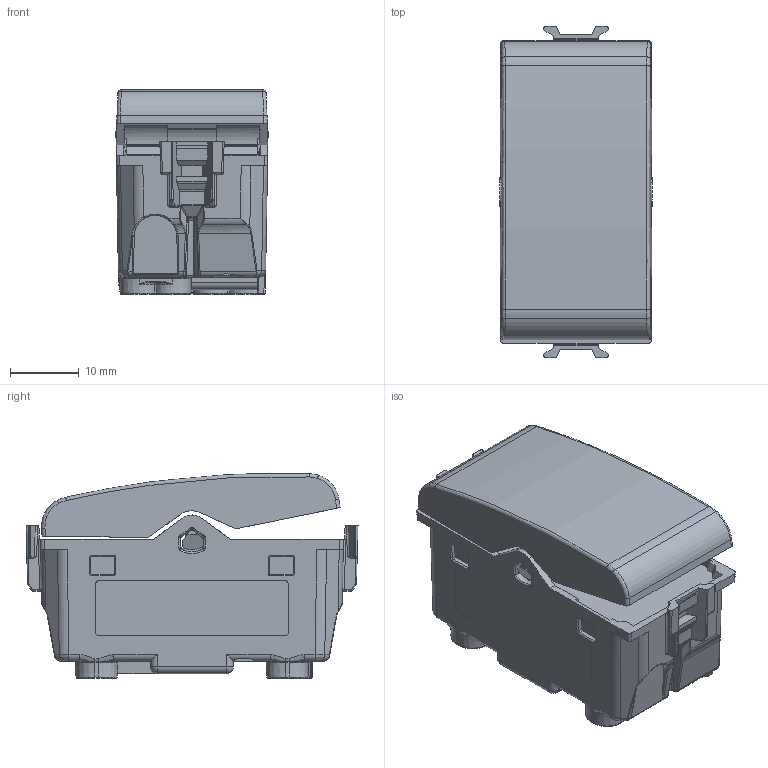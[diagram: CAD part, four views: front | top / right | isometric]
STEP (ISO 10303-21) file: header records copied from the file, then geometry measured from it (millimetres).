
FILE_DESCRIPTION(('CATIA V5 STEP Exchange','CAx-IF Rec.Pracs.--- Model Styling and Organization---1.4--- 2014-01-23'),'2;1');
FILE_NAME('GW10001.stp','2024-02-06T10:19:28+00:00',('none'),('none'),'CATIA Version 5-6 Release 2019 SP6','CATIA V5 STEP AP214 v1','none');
FILE_SCHEMA(('AUTOMOTIVE_DESIGN { 1 0 10303 214 1 1 1 1 }'));
Length unit declared in the file: millimetre
Products named in the file (1): GW10001
Bounding box: 22.12 x 48.25 x 29.78 mm (x, y, z)
Volume: 16870.6 mm3; surface area: 9653.3 mm2
Topology: 2 solids, 6 shells, 1123 faces, 2905 edges, 1728 vertices
Faces by surface type: plane 405, cylinder 361, bspline 205, torus 70, sphere 49, cone 33
Entity records: 43826 total; most frequent: CARTESIAN_POINT 19095, ORIENTED_EDGE 5692, DIRECTION 3420, EDGE_CURVE 2846, VERTEX_POINT 1728, AXIS2_PLACEMENT_3D 1345, VECTOR 1285, LINE 1285
